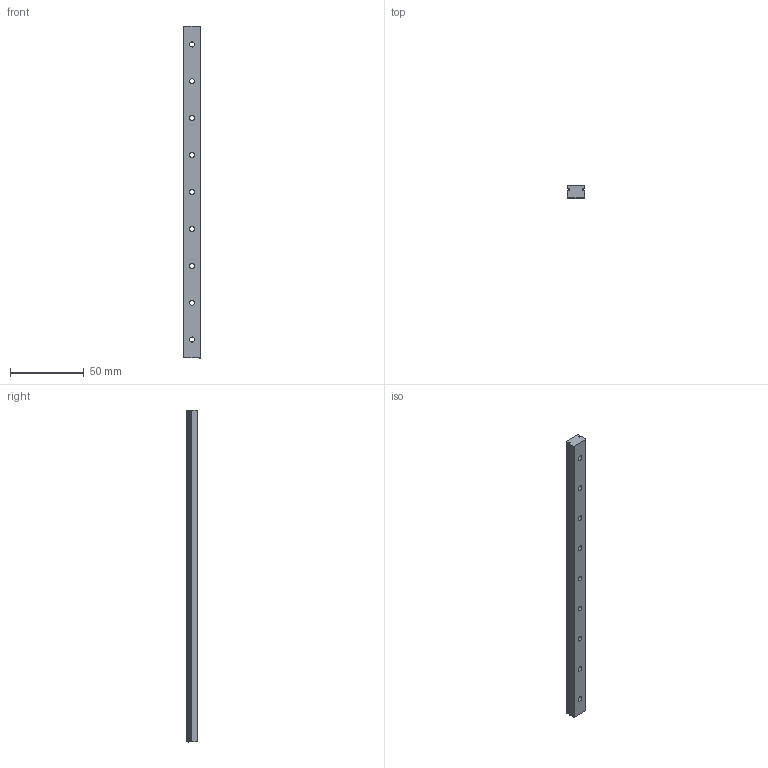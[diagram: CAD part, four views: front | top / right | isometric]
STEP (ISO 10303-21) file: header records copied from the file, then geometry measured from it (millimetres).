
FILE_DESCRIPTION(/* description */ (''),/* implementation_level */ '2;1');
FILE_NAME(/* name */ 'MGN12_L225.step',/* time_stamp */ '2023-01-07T19:04:15+01:00',/* author */ (''),/* organization */ (''),/* preprocessor_version */ 'ST-DEVELOPER v19.2',/* originating_system */ 'Autodesk Translation Framework v11.17.0.187',/* authorisation */ '');
FILE_SCHEMA (('AUTOMOTIVE_DESIGN { 1 0 10303 214 3 1 1 }'));
Length unit declared in the file: millimetre
Products named in the file (1): MGN12_L225
Bounding box: 12 x 8 x 225 mm (x, y, z)
Volume: 19067 mm3; surface area: 10667.7 mm2
Topology: 1 solids, 1 shells, 61 faces, 150 edges, 100 vertices
Faces by surface type: cylinder 34, plane 27
Full cylindrical faces by diameter (mm): 3.5 x9, 6 x9
Entity records: 1908 total; most frequent: DIRECTION 342, CARTESIAN_POINT 312, ORIENTED_EDGE 300, EDGE_CURVE 150, AXIS2_PLACEMENT_3D 130, VERTEX_POINT 100, EDGE_LOOP 88, LINE 82
